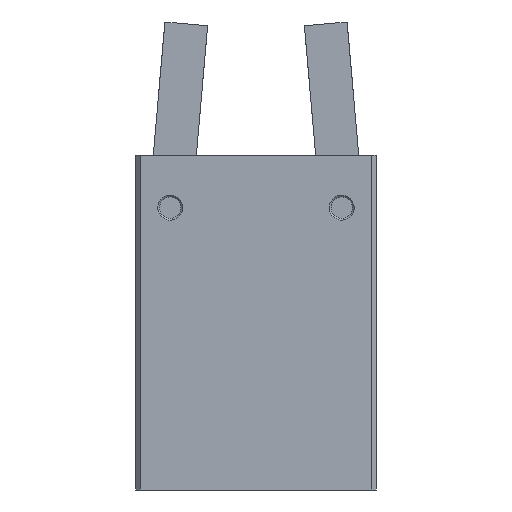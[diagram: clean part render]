
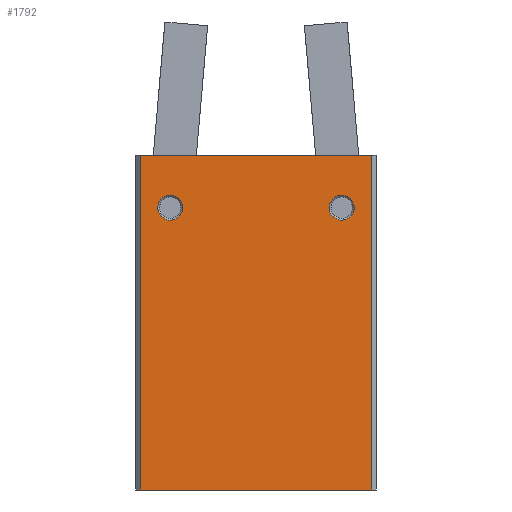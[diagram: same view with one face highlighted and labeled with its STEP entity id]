
A CAD part, left-side view. The second image highlights one B-rep face of the part: STEP entity #1792.
In plain terms, the highlighted planar face has unit normal (-1, 0, 0).
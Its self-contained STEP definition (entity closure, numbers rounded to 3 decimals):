
#1657=AXIS2_PLACEMENT_3D('Plane Axis2P3D',#1654,#1655,#1656) ;
#489=CARTESIAN_POINT('Line Origine',(-8.,0.,-39.)) ;
#493=CARTESIAN_POINT('Vertex',(-8.,-13.5,-39.)) ;
#495=CARTESIAN_POINT('Vertex',(-8.,13.5,-39.)) ;
#1654=CARTESIAN_POINT('Axis2P3D Location',(-8.,-13.5,-39.)) ;
#1659=CARTESIAN_POINT('Line Origine',(-8.,0.,0.)) ;
#1663=CARTESIAN_POINT('Vertex',(-8.,-13.5,0.)) ;
#1665=CARTESIAN_POINT('Vertex',(-8.,13.5,0.)) ;
#1668=CARTESIAN_POINT('Line Origine',(-8.,13.5,-19.5)) ;
#1673=CARTESIAN_POINT('Line Origine',(-8.,-13.5,-19.5)) ;
#1685=CARTESIAN_POINT('Control Point',(-8.,10.,-4.65)) ;
#1686=CARTESIAN_POINT('Control Point',(-8.,10.177,-4.65)) ;
#1687=CARTESIAN_POINT('Control Point',(-8.,10.354,-4.677)) ;
#1688=CARTESIAN_POINT('Control Point',(-8.,10.525,-4.731)) ;
#1689=CARTESIAN_POINT('Control Point',(-8.,10.846,-4.89)) ;
#1690=CARTESIAN_POINT('Control Point',(-8.,11.106,-5.137)) ;
#1691=CARTESIAN_POINT('Control Point',(-8.,11.215,-5.279)) ;
#1692=CARTESIAN_POINT('Control Point',(-8.,11.387,-5.593)) ;
#1693=CARTESIAN_POINT('Control Point',(-8.,11.458,-5.944)) ;
#1694=CARTESIAN_POINT('Control Point',(-8.,11.466,-6.124)) ;
#1695=CARTESIAN_POINT('Control Point',(-8.,11.427,-6.48)) ;
#1696=CARTESIAN_POINT('Control Point',(-8.,11.284,-6.808)) ;
#1697=CARTESIAN_POINT('Control Point',(-8.,11.188,-6.96)) ;
#1698=CARTESIAN_POINT('Control Point',(-8.,10.952,-7.229)) ;
#1699=CARTESIAN_POINT('Control Point',(-8.,10.647,-7.416)) ;
#1700=CARTESIAN_POINT('Control Point',(-8.,10.481,-7.485)) ;
#1701=CARTESIAN_POINT('Control Point',(-8.,10.281,-7.534)) ;
#1702=CARTESIAN_POINT('Control Point',(-8.,10.079,-7.548)) ;
#1703=CARTESIAN_POINT('Control Point',(-8.,10.052,-7.549)) ;
#1704=CARTESIAN_POINT('Control Point',(-8.,10.026,-7.55)) ;
#1705=CARTESIAN_POINT('Control Point',(-8.,10.,-7.55)) ;
#1706=CARTESIAN_POINT('Vertex',(-8.,10.,-4.65)) ;
#1708=CARTESIAN_POINT('Vertex',(-8.,10.,-7.55)) ;
#1712=CARTESIAN_POINT('Control Point',(-8.,10.,-7.55)) ;
#1713=CARTESIAN_POINT('Control Point',(-8.,9.823,-7.55)) ;
#1714=CARTESIAN_POINT('Control Point',(-8.,9.646,-7.523)) ;
#1715=CARTESIAN_POINT('Control Point',(-8.,9.475,-7.469)) ;
#1716=CARTESIAN_POINT('Control Point',(-8.,9.154,-7.31)) ;
#1717=CARTESIAN_POINT('Control Point',(-8.,8.894,-7.063)) ;
#1718=CARTESIAN_POINT('Control Point',(-8.,8.785,-6.921)) ;
#1719=CARTESIAN_POINT('Control Point',(-8.,8.613,-6.607)) ;
#1720=CARTESIAN_POINT('Control Point',(-8.,8.542,-6.256)) ;
#1721=CARTESIAN_POINT('Control Point',(-8.,8.534,-6.076)) ;
#1722=CARTESIAN_POINT('Control Point',(-8.,8.573,-5.72)) ;
#1723=CARTESIAN_POINT('Control Point',(-8.,8.716,-5.392)) ;
#1724=CARTESIAN_POINT('Control Point',(-8.,8.812,-5.24)) ;
#1725=CARTESIAN_POINT('Control Point',(-8.,9.048,-4.971)) ;
#1726=CARTESIAN_POINT('Control Point',(-8.,9.353,-4.784)) ;
#1727=CARTESIAN_POINT('Control Point',(-8.,9.519,-4.715)) ;
#1728=CARTESIAN_POINT('Control Point',(-8.,9.719,-4.666)) ;
#1729=CARTESIAN_POINT('Control Point',(-8.,9.921,-4.652)) ;
#1730=CARTESIAN_POINT('Control Point',(-8.,9.948,-4.651)) ;
#1731=CARTESIAN_POINT('Control Point',(-8.,9.974,-4.65)) ;
#1732=CARTESIAN_POINT('Control Point',(-8.,10.,-4.65)) ;
#1739=CARTESIAN_POINT('Control Point',(-8.,-10.,-4.65)) ;
#1740=CARTESIAN_POINT('Control Point',(-8.,-9.823,-4.65)) ;
#1741=CARTESIAN_POINT('Control Point',(-8.,-9.646,-4.677)) ;
#1742=CARTESIAN_POINT('Control Point',(-8.,-9.475,-4.731)) ;
#1743=CARTESIAN_POINT('Control Point',(-8.,-9.154,-4.89)) ;
#1744=CARTESIAN_POINT('Control Point',(-8.,-8.894,-5.137)) ;
#1745=CARTESIAN_POINT('Control Point',(-8.,-8.785,-5.279)) ;
#1746=CARTESIAN_POINT('Control Point',(-8.,-8.613,-5.593)) ;
#1747=CARTESIAN_POINT('Control Point',(-8.,-8.542,-5.944)) ;
#1748=CARTESIAN_POINT('Control Point',(-8.,-8.534,-6.124)) ;
#1749=CARTESIAN_POINT('Control Point',(-8.,-8.573,-6.48)) ;
#1750=CARTESIAN_POINT('Control Point',(-8.,-8.716,-6.808)) ;
#1751=CARTESIAN_POINT('Control Point',(-8.,-8.812,-6.96)) ;
#1752=CARTESIAN_POINT('Control Point',(-8.,-9.048,-7.229)) ;
#1753=CARTESIAN_POINT('Control Point',(-8.,-9.353,-7.416)) ;
#1754=CARTESIAN_POINT('Control Point',(-8.,-9.519,-7.485)) ;
#1755=CARTESIAN_POINT('Control Point',(-8.,-9.719,-7.534)) ;
#1756=CARTESIAN_POINT('Control Point',(-8.,-9.921,-7.548)) ;
#1757=CARTESIAN_POINT('Control Point',(-8.,-9.948,-7.549)) ;
#1758=CARTESIAN_POINT('Control Point',(-8.,-9.974,-7.55)) ;
#1759=CARTESIAN_POINT('Control Point',(-8.,-10.,-7.55)) ;
#1760=CARTESIAN_POINT('Vertex',(-8.,-10.,-4.65)) ;
#1762=CARTESIAN_POINT('Vertex',(-8.,-10.,-7.55)) ;
#1766=CARTESIAN_POINT('Control Point',(-8.,-10.,-7.55)) ;
#1767=CARTESIAN_POINT('Control Point',(-8.,-10.177,-7.55)) ;
#1768=CARTESIAN_POINT('Control Point',(-8.,-10.354,-7.523)) ;
#1769=CARTESIAN_POINT('Control Point',(-8.,-10.525,-7.469)) ;
#1770=CARTESIAN_POINT('Control Point',(-8.,-10.846,-7.31)) ;
#1771=CARTESIAN_POINT('Control Point',(-8.,-11.106,-7.063)) ;
#1772=CARTESIAN_POINT('Control Point',(-8.,-11.215,-6.921)) ;
#1773=CARTESIAN_POINT('Control Point',(-8.,-11.387,-6.607)) ;
#1774=CARTESIAN_POINT('Control Point',(-8.,-11.458,-6.256)) ;
#1775=CARTESIAN_POINT('Control Point',(-8.,-11.466,-6.076)) ;
#1776=CARTESIAN_POINT('Control Point',(-8.,-11.427,-5.72)) ;
#1777=CARTESIAN_POINT('Control Point',(-8.,-11.284,-5.392)) ;
#1778=CARTESIAN_POINT('Control Point',(-8.,-11.188,-5.24)) ;
#1779=CARTESIAN_POINT('Control Point',(-8.,-10.952,-4.971)) ;
#1780=CARTESIAN_POINT('Control Point',(-8.,-10.647,-4.784)) ;
#1781=CARTESIAN_POINT('Control Point',(-8.,-10.481,-4.715)) ;
#1782=CARTESIAN_POINT('Control Point',(-8.,-10.281,-4.666)) ;
#1783=CARTESIAN_POINT('Control Point',(-8.,-10.079,-4.652)) ;
#1784=CARTESIAN_POINT('Control Point',(-8.,-10.052,-4.651)) ;
#1785=CARTESIAN_POINT('Control Point',(-8.,-10.026,-4.65)) ;
#1786=CARTESIAN_POINT('Control Point',(-8.,-10.,-4.65)) ;
#490=DIRECTION('Vector Direction',(0.,1.,0.)) ;
#1655=DIRECTION('Axis2P3D Direction',(1.,0.,-0.)) ;
#1656=DIRECTION('Axis2P3D XDirection',(0.,0.,1.)) ;
#1660=DIRECTION('Vector Direction',(0.,1.,0.)) ;
#1669=DIRECTION('Vector Direction',(0.,0.,1.)) ;
#1674=DIRECTION('Vector Direction',(0.,0.,1.)) ;
#491=VECTOR('Line Direction',#490,1.) ;
#1661=VECTOR('Line Direction',#1660,1.) ;
#1670=VECTOR('Line Direction',#1669,1.) ;
#1675=VECTOR('Line Direction',#1674,1.) ;
#1679=ORIENTED_EDGE('',*,*,#1667,.T.) ;
#1680=ORIENTED_EDGE('',*,*,#1672,.F.) ;
#1681=ORIENTED_EDGE('',*,*,#497,.F.) ;
#1682=ORIENTED_EDGE('',*,*,#1677,.T.) ;
#1735=ORIENTED_EDGE('',*,*,#1710,.F.) ;
#1736=ORIENTED_EDGE('',*,*,#1733,.F.) ;
#1789=ORIENTED_EDGE('',*,*,#1764,.F.) ;
#1790=ORIENTED_EDGE('',*,*,#1787,.F.) ;
#1737=FACE_BOUND('',#1734,.T.) ;
#1791=FACE_BOUND('',#1788,.T.) ;
#1792=ADVANCED_FACE('GPA_12_T03_1357534_TUENKERS',(#1683,#1737,#1791),#1658,.F.) ;
#1684=B_SPLINE_CURVE_WITH_KNOTS('',5,(#1685,#1686,#1687,#1688,#1689,#1690,#1691,#1692,#1693,#1694,#1695,#1696,#1697,#1698,#1699,#1700,#1701,#1702,#1703,#1704,#1705),.UNSPECIFIED.,.F.,.U.,(6,3,3,3,3,3,6),(0.,1.251,2.503,3.754,5.005,6.257,6.442),.UNSPECIFIED.) ;
#1711=B_SPLINE_CURVE_WITH_KNOTS('',5,(#1712,#1713,#1714,#1715,#1716,#1717,#1718,#1719,#1720,#1721,#1722,#1723,#1724,#1725,#1726,#1727,#1728,#1729,#1730,#1731,#1732),.UNSPECIFIED.,.F.,.U.,(6,3,3,3,3,3,6),(0.,1.251,2.503,3.754,5.005,6.257,6.442),.UNSPECIFIED.) ;
#1738=B_SPLINE_CURVE_WITH_KNOTS('',5,(#1739,#1740,#1741,#1742,#1743,#1744,#1745,#1746,#1747,#1748,#1749,#1750,#1751,#1752,#1753,#1754,#1755,#1756,#1757,#1758,#1759),.UNSPECIFIED.,.F.,.U.,(6,3,3,3,3,3,6),(0.,1.251,2.503,3.754,5.005,6.257,6.442),.UNSPECIFIED.) ;
#1765=B_SPLINE_CURVE_WITH_KNOTS('',5,(#1766,#1767,#1768,#1769,#1770,#1771,#1772,#1773,#1774,#1775,#1776,#1777,#1778,#1779,#1780,#1781,#1782,#1783,#1784,#1785,#1786),.UNSPECIFIED.,.F.,.U.,(6,3,3,3,3,3,6),(0.,1.251,2.503,3.754,5.005,6.257,6.442),.UNSPECIFIED.) ;
#497=EDGE_CURVE('',#494,#496,#492,.T.) ;
#1667=EDGE_CURVE('',#1664,#1666,#1662,.T.) ;
#1672=EDGE_CURVE('',#496,#1666,#1671,.T.) ;
#1677=EDGE_CURVE('',#494,#1664,#1676,.T.) ;
#1710=EDGE_CURVE('',#1707,#1709,#1684,.T.) ;
#1733=EDGE_CURVE('',#1709,#1707,#1711,.T.) ;
#1764=EDGE_CURVE('',#1761,#1763,#1738,.T.) ;
#1787=EDGE_CURVE('',#1763,#1761,#1765,.T.) ;
#1678=EDGE_LOOP('',(#1679,#1680,#1681,#1682)) ;
#1734=EDGE_LOOP('',(#1735,#1736)) ;
#1788=EDGE_LOOP('',(#1789,#1790)) ;
#1683=FACE_OUTER_BOUND('',#1678,.T.) ;
#492=LINE('Line',#489,#491) ;
#1662=LINE('Line',#1659,#1661) ;
#1671=LINE('Line',#1668,#1670) ;
#1676=LINE('Line',#1673,#1675) ;
#1658=PLANE('Plane',#1657) ;
#494=VERTEX_POINT('',#493) ;
#496=VERTEX_POINT('',#495) ;
#1664=VERTEX_POINT('',#1663) ;
#1666=VERTEX_POINT('',#1665) ;
#1707=VERTEX_POINT('',#1706) ;
#1709=VERTEX_POINT('',#1708) ;
#1761=VERTEX_POINT('',#1760) ;
#1763=VERTEX_POINT('',#1762) ;
